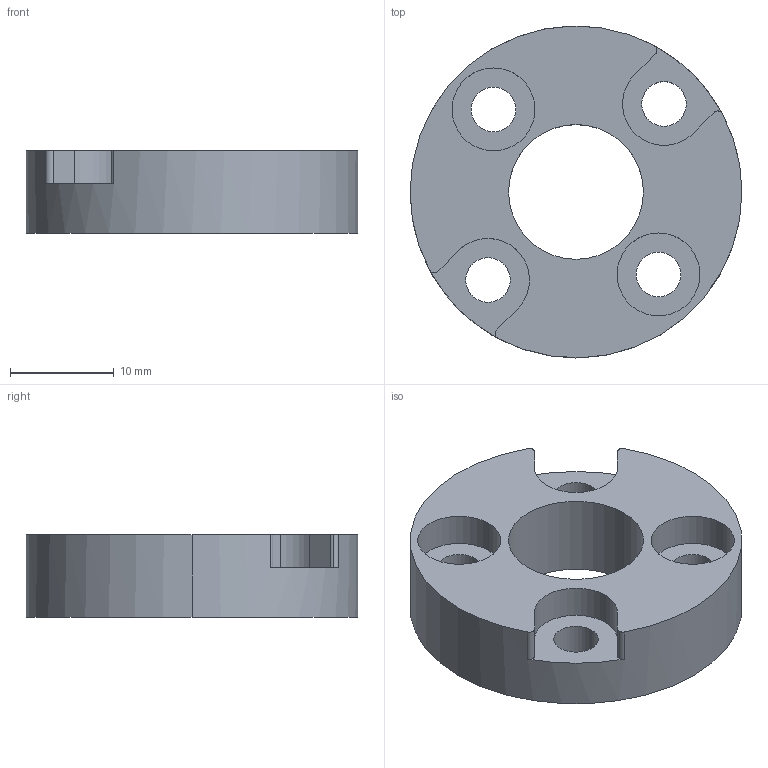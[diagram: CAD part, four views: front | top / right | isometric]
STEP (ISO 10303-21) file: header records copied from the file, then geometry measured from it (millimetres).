
FILE_DESCRIPTION (( 'STEP AP214' ), '1' );
FILE_NAME ('Z-TH1-P19.step', '2020-06-18T08:23:46', ( '' ), ( '' ), 'SwSTEP 2.0', 'SolidWorks 2017', '' );
FILE_SCHEMA (( 'AUTOMOTIVE_DESIGN' ));
Length unit declared in the file: millimetre
Products named in the file (2): 900005008_001; Z-TH1-P19
Assembly tree (1 placements, depth 2):
  Z-TH1-P19
    900005008_001
Bounding box: 32 x 32 x 8 mm (x, y, z)
Volume: 4413.4 mm3; surface area: 2846.3 mm2
Topology: 1 solids, 1 shells, 34 faces, 90 edges, 60 vertices
Faces by surface type: cylinder 24, plane 10
Entity records: 1172 total; most frequent: DIRECTION 218, CARTESIAN_POINT 188, ORIENTED_EDGE 180, EDGE_CURVE 90, AXIS2_PLACEMENT_3D 90, VERTEX_POINT 60, CIRCLE 52, EDGE_LOOP 46
